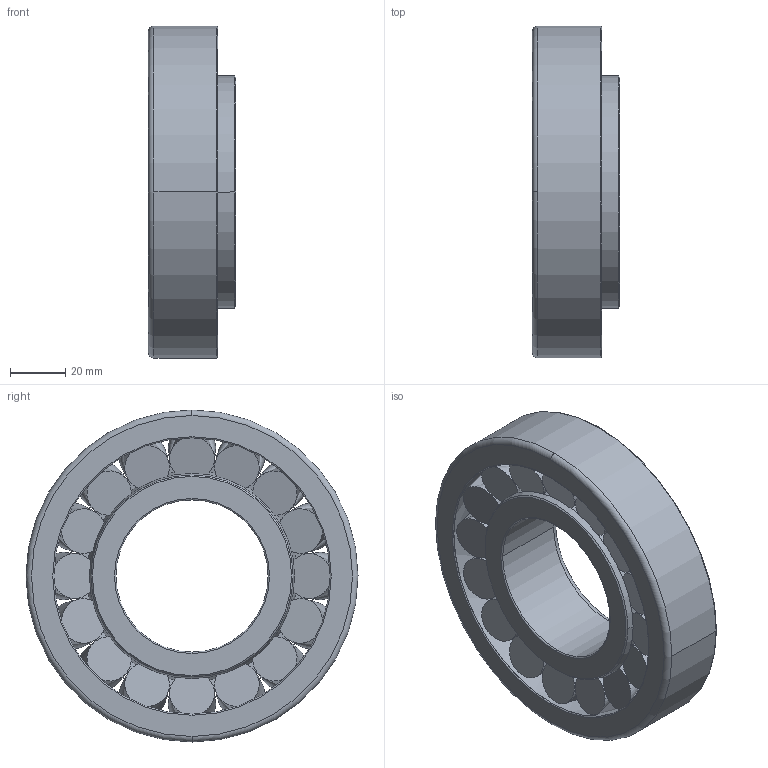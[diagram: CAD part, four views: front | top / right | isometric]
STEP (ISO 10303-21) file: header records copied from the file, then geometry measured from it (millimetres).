
FILE_DESCRIPTION(('STEP AP214'),'1');
FILE_NAME('skf_bearing_30311_2.stp','2024-11-24T08:48:53',('TraceParts'),('TraceParts S.A.'),'Spatial InterOp 3D',' ',' ');
FILE_SCHEMA(('AUTOMOTIVE_DESIGN { 1 0 10303 214 1 1 1 1 }'));
Length unit declared in the file: millimetre
Products named in the file (1): skf_bearing_30311_2_1
Bounding box: 31.5 x 120 x 120 mm (x, y, z)
Volume: 193667.4 mm3; surface area: 64491.5 mm2
Topology: 3 solids, 3 shells, 132 faces, 279 edges, 183 vertices
Faces by surface type: cone 46, torus 44, plane 36, cylinder 6
Entity records: 4737 total; most frequent: CARTESIAN_POINT 1813, DIRECTION 648, ORIENTED_EDGE 558, AXIS2_PLACEMENT_3D 298, EDGE_CURVE 279, VERTEX_POINT 183, EDGE_LOOP 168, CIRCLE 163
